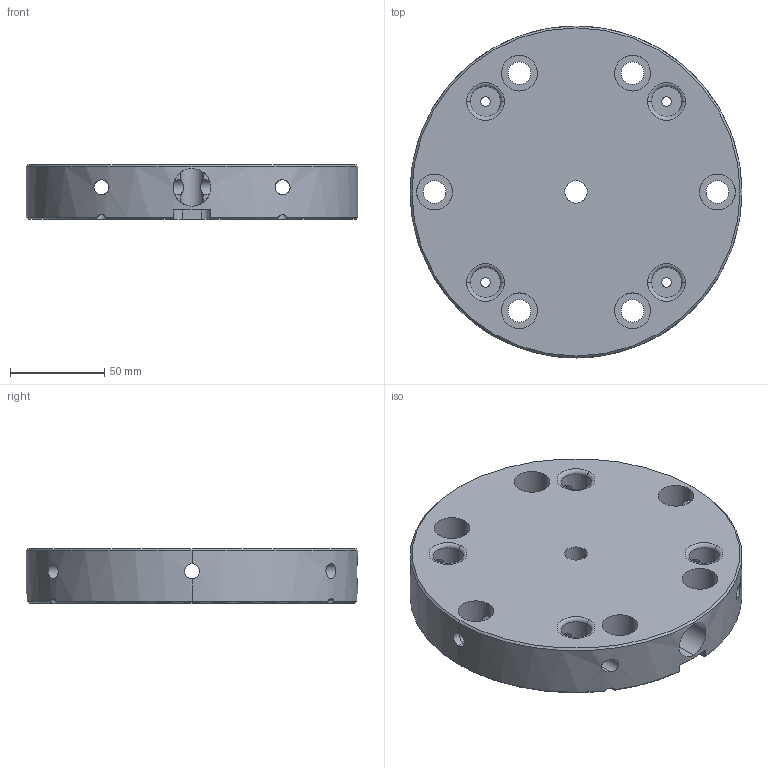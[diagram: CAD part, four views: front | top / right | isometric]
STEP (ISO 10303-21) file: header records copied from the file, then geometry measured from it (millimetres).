
FILE_DESCRIPTION (( 'STEP AP203' ), '1' );
FILE_NAME ('SF-M-96X96-8053.STEP', '2025-03-13T07:57:49', ( '微软用户' ), ( '微软中国' ), 'SwSTEP 2.0', 'SolidWorks 2016', '' );
FILE_SCHEMA (( 'CONFIG_CONTROL_DESIGN' ));
Length unit declared in the file: millimetre
Products named in the file (1): SF-M-96X96-8053
Bounding box: 176 x 176 x 29 mm (x, y, z)
Volume: 590711.9 mm3; surface area: 90539.2 mm2
Topology: 1 solids, 1 shells, 126 faces, 334 edges, 203 vertices
Faces by surface type: cylinder 85, plane 24, cone 9, torus 8
Entity records: 5581 total; most frequent: CARTESIAN_POINT 2367, ORIENTED_EDGE 668, DIRECTION 639, EDGE_CURVE 334, AXIS2_PLACEMENT_3D 256, VERTEX_POINT 203, EDGE_LOOP 167, CIRCLE 129
